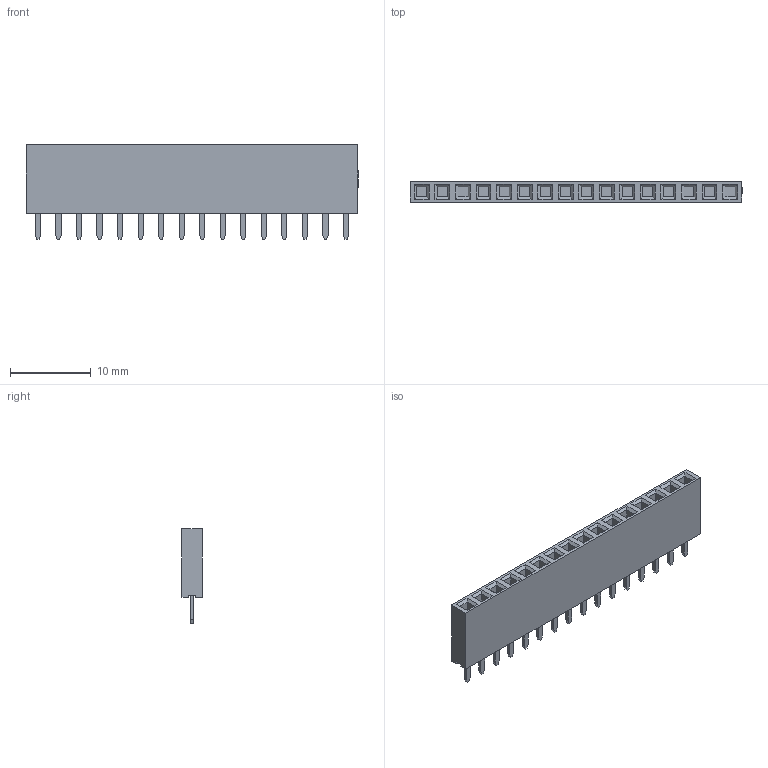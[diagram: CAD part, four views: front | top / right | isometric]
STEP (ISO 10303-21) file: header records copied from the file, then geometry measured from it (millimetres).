
FILE_DESCRIPTION(/* description */ ('Designed by EasyEDA Pro'),/* implementation_level */ '2;1');
FILE_NAME(/* name */ 'PM_2.54_1X16P_LH.step',/* time_stamp */ '2025-03-26T16:09:46+08:00',/* author */ (''),/* organization */ (''),/* preprocessor_version */ 'ST-DEVELOPER v20.1',/* originating_system */ 'Autodesk Translation Framework v14.4.0.0',/* authorisation */ '');
FILE_SCHEMA (('AUTOMOTIVE_DESIGN { 1 0 10303 214 3 1 1 }'));
Length unit declared in the file: millimetre
Products named in the file (3): FD51-PCBModel; FD51-Board; FD51-U1-HDR-TH_16P-P2.54-V-F-A
Assembly tree (2 placements, depth 2):
  FD51-PCBModel
    FD51-Board
    FD51-U1-HDR-TH_16P-P2.54-V-F-A
Bounding box: 41.05 x 2.5 x 11.7 mm (x, y, z)
Volume: 796.8 mm3; surface area: 1309.7 mm2
Topology: 1 solids, 1 shells, 549 faces, 1403 edges, 914 vertices
Faces by surface type: plane 437, bspline 112
Entity records: 18127 total; most frequent: CARTESIAN_POINT 4705, ORIENTED_EDGE 2806, DIRECTION 2235, EDGE_CURVE 1403, LINE 1179, VECTOR 1179, VERTEX_POINT 914, EDGE_LOOP 607
